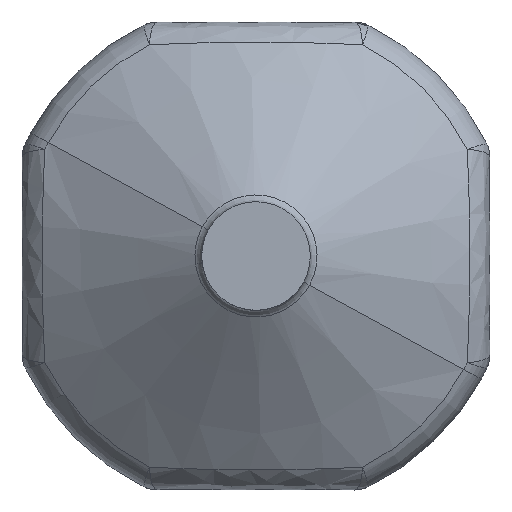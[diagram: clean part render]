
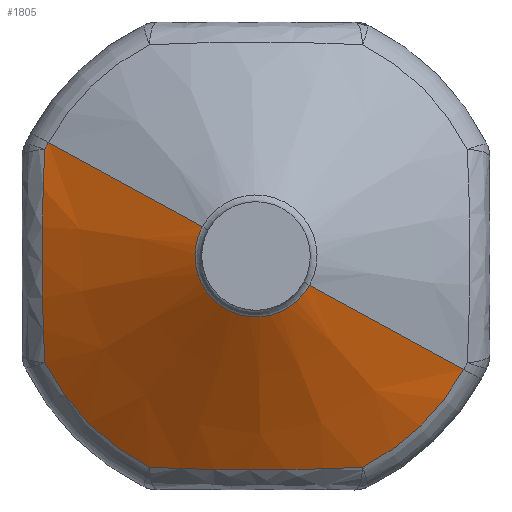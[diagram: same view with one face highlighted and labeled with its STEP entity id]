
A CAD part, left-side view. The second image highlights one B-rep face of the part: STEP entity #1805.
In plain terms, the highlighted conical face has half-angle 56.113 degrees and reference radius 18 mm.
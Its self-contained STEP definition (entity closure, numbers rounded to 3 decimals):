
#1735=AXIS2_PLACEMENT_3D('Cone Axis2P3D',#1732,#1733,#1734) ;
#1739=AXIS2_PLACEMENT_3D('Circle Axis2P3D',#1737,#1738,$) ;
#1746=AXIS2_PLACEMENT_3D('Circle Axis2P3D',#1744,#1745,$) ;
#1751=AXIS2_PLACEMENT_3D('Circle Axis2P3D',#1749,#1750,$) ;
#1771=AXIS2_PLACEMENT_3D('Circle Axis2P3D',#1769,#1770,$) ;
#1791=AXIS2_PLACEMENT_3D('Circle Axis2P3D',#1789,#1790,$) ;
#1189=CARTESIAN_POINT('Line Origine',(278797.047,364265.744,198999.283)) ;
#1193=CARTESIAN_POINT('Vertex',(65.543,68.77,37.569)) ;
#1195=CARTESIAN_POINT('Vertex',(26.486,17.738,9.69)) ;
#1202=CARTESIAN_POINT('Vertex',(26.486,-17.738,-9.69)) ;
#1205=CARTESIAN_POINT('Line Origine',(278797.047,-364265.744,-198999.283)) ;
#1209=CARTESIAN_POINT('Vertex',(65.543,-68.77,-37.569)) ;
#1732=CARTESIAN_POINT('Axis2P3D Location',(25.,0.,0.)) ;
#1737=CARTESIAN_POINT('Axis2P3D Location',(26.486,0.,0.)) ;
#1741=CARTESIAN_POINT('Vertex',(26.486,20.046,-2.586)) ;
#1744=CARTESIAN_POINT('Axis2P3D Location',(26.486,0.,0.)) ;
#1749=CARTESIAN_POINT('Axis2P3D Location',(65.543,0.,0.)) ;
#1753=CARTESIAN_POINT('Vertex',(65.543,69.967,35.29)) ;
#1757=CARTESIAN_POINT('Control Point',(65.543,69.967,-35.29)) ;
#1758=CARTESIAN_POINT('Control Point',(63.52,70.289,-27.966)) ;
#1759=CARTESIAN_POINT('Control Point',(61.978,70.568,-20.733)) ;
#1760=CARTESIAN_POINT('Control Point',(60.973,70.77,-13.632)) ;
#1761=CARTESIAN_POINT('Control Point',(60.002,70.964,0.252)) ;
#1762=CARTESIAN_POINT('Control Point',(61.046,70.756,14.143)) ;
#1763=CARTESIAN_POINT('Control Point',(62.053,70.554,21.081)) ;
#1764=CARTESIAN_POINT('Control Point',(63.569,70.281,28.143)) ;
#1765=CARTESIAN_POINT('Control Point',(65.543,69.967,35.29)) ;
#1766=CARTESIAN_POINT('Vertex',(65.543,69.967,-35.29)) ;
#1769=CARTESIAN_POINT('Axis2P3D Location',(65.543,0.,0.)) ;
#1773=CARTESIAN_POINT('Vertex',(65.543,35.29,-69.967)) ;
#1777=CARTESIAN_POINT('Control Point',(65.543,35.29,-69.967)) ;
#1778=CARTESIAN_POINT('Control Point',(63.52,27.966,-70.289)) ;
#1779=CARTESIAN_POINT('Control Point',(61.978,20.733,-70.568)) ;
#1780=CARTESIAN_POINT('Control Point',(60.973,13.632,-70.77)) ;
#1781=CARTESIAN_POINT('Control Point',(60.002,-0.252,-70.964)) ;
#1782=CARTESIAN_POINT('Control Point',(61.046,-14.143,-70.756)) ;
#1783=CARTESIAN_POINT('Control Point',(62.053,-21.081,-70.554)) ;
#1784=CARTESIAN_POINT('Control Point',(63.569,-28.142,-70.281)) ;
#1785=CARTESIAN_POINT('Control Point',(65.543,-35.29,-69.967)) ;
#1786=CARTESIAN_POINT('Vertex',(65.543,-35.29,-69.967)) ;
#1789=CARTESIAN_POINT('Axis2P3D Location',(65.543,0.,0.)) ;
#1190=DIRECTION('Vector Direction',(0.558,0.729,0.398)) ;
#1206=DIRECTION('Vector Direction',(0.558,-0.729,-0.398)) ;
#1733=DIRECTION('Axis2P3D Direction',(1.,0.,0.)) ;
#1734=DIRECTION('Axis2P3D XDirection',(0.,-0.878,-0.479)) ;
#1738=DIRECTION('Axis2P3D Direction',(1.,0.,-0.)) ;
#1745=DIRECTION('Axis2P3D Direction',(1.,0.,-0.)) ;
#1750=DIRECTION('Axis2P3D Direction',(1.,0.,-0.)) ;
#1770=DIRECTION('Axis2P3D Direction',(1.,0.,-0.)) ;
#1790=DIRECTION('Axis2P3D Direction',(1.,0.,-0.)) ;
#1191=VECTOR('Line Direction',#1190,1.) ;
#1207=VECTOR('Line Direction',#1206,1.) ;
#1795=ORIENTED_EDGE('',*,*,#1211,.T.) ;
#1796=ORIENTED_EDGE('',*,*,#1743,.F.) ;
#1797=ORIENTED_EDGE('',*,*,#1748,.F.) ;
#1798=ORIENTED_EDGE('',*,*,#1197,.F.) ;
#1799=ORIENTED_EDGE('',*,*,#1755,.F.) ;
#1800=ORIENTED_EDGE('',*,*,#1768,.F.) ;
#1801=ORIENTED_EDGE('',*,*,#1775,.F.) ;
#1802=ORIENTED_EDGE('',*,*,#1788,.F.) ;
#1803=ORIENTED_EDGE('',*,*,#1793,.F.) ;
#1805=ADVANCED_FACE('5L bottle',(#1804),#1736,.T.) ;
#1756=B_SPLINE_CURVE_WITH_KNOTS('',5,(#1757,#1758,#1759,#1760,#1761,#1762,#1763,#1764,#1765),.UNSPECIFIED.,.F.,.U.,(6,3,6),(0.,60.543,119.632),.UNSPECIFIED.) ;
#1776=B_SPLINE_CURVE_WITH_KNOTS('',5,(#1777,#1778,#1779,#1780,#1781,#1782,#1783,#1784,#1785),.UNSPECIFIED.,.F.,.U.,(6,3,6),(0.,60.543,119.632),.UNSPECIFIED.) ;
#1740=CIRCLE('generated circle',#1739,20.212) ;
#1747=CIRCLE('generated circle',#1746,20.212) ;
#1752=CIRCLE('generated circle',#1751,78.363) ;
#1772=CIRCLE('generated circle',#1771,78.363) ;
#1792=CIRCLE('generated circle',#1791,78.363) ;
#1736=CONICAL_SURFACE('Cone',#1735,18.,0.979) ;
#1197=EDGE_CURVE('',#1194,#1196,#1192,.F.) ;
#1211=EDGE_CURVE('',#1210,#1203,#1208,.F.) ;
#1743=EDGE_CURVE('',#1742,#1203,#1740,.F.) ;
#1748=EDGE_CURVE('',#1196,#1742,#1747,.F.) ;
#1755=EDGE_CURVE('',#1754,#1194,#1752,.T.) ;
#1768=EDGE_CURVE('',#1767,#1754,#1756,.T.) ;
#1775=EDGE_CURVE('',#1774,#1767,#1772,.T.) ;
#1788=EDGE_CURVE('',#1787,#1774,#1776,.F.) ;
#1793=EDGE_CURVE('',#1210,#1787,#1792,.T.) ;
#1794=EDGE_LOOP('',(#1795,#1796,#1797,#1798,#1799,#1800,#1801,#1802,#1803)) ;
#1804=FACE_OUTER_BOUND('',#1794,.T.) ;
#1192=LINE('Line',#1189,#1191) ;
#1208=LINE('Line',#1205,#1207) ;
#1194=VERTEX_POINT('',#1193) ;
#1196=VERTEX_POINT('',#1195) ;
#1203=VERTEX_POINT('',#1202) ;
#1210=VERTEX_POINT('',#1209) ;
#1742=VERTEX_POINT('',#1741) ;
#1754=VERTEX_POINT('',#1753) ;
#1767=VERTEX_POINT('',#1766) ;
#1774=VERTEX_POINT('',#1773) ;
#1787=VERTEX_POINT('',#1786) ;
